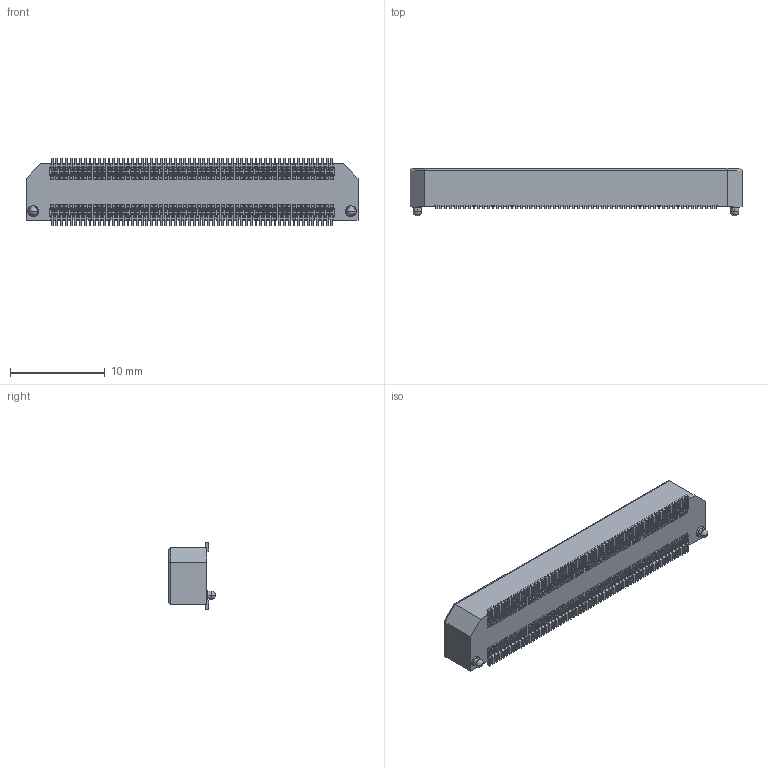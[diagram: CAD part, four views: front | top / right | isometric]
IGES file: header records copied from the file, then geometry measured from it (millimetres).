
Start section: SolidWorks IGES FILE using analytic representation for surfaces
Global section: file name: BTH-060-01-X-D-A.igs; native system: SolidWorks 2001Plus by SolidWorks Corporation; preprocessor: Version 5.3; author: chadf; date: 021021.083833; units: inch
Bounding box: 35.01 x 5.02 x 7.11 mm (x, y, z)
Surface area: 2350 mm2 (no closed solid volume)
Topology: 0 solids, 0 shells, 7345 faces, 43966 edges, 43962 vertices
Faces by surface type: bspline 6735, revolution 610
